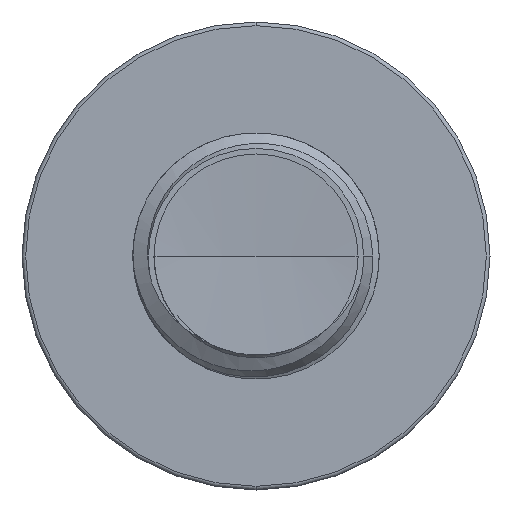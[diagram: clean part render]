
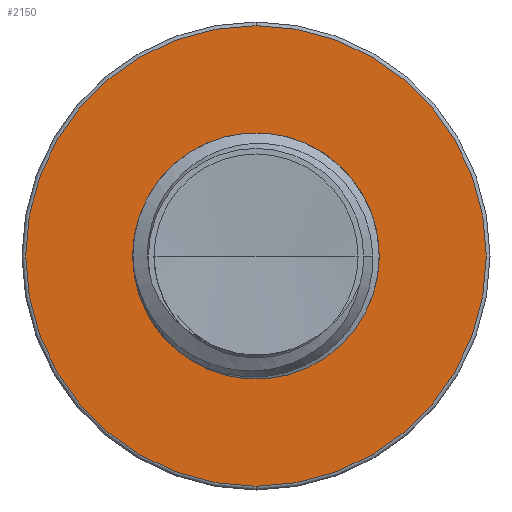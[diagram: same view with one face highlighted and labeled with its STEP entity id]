
A CAD part, front view. The second image highlights one B-rep face of the part: STEP entity #2150.
In plain terms, the highlighted planar face has unit normal (0, -1, 0).
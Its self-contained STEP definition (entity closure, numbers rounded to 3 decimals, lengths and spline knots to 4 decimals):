
#2150 = ADVANCED_FACE ( 'NONE', ( #14467, #15258 ), #11948, .T. ) ;
#2975 = AXIS2_PLACEMENT_3D ( 'NONE', #6367, #24498, #9023 ) ;
#3242 = VERTEX_POINT ( 'NONE', #21710 ) ;
#3312 = CARTESIAN_POINT ( 'NONE',  ( 0., 12.5, 0. ) ) ;
#3697 = EDGE_CURVE ( 'NONE', #23574, #12196, #20697, .T. ) ;
#5273 = ORIENTED_EDGE ( 'NONE', *, *, #16384, .F. ) ;
#5368 = VERTEX_POINT ( 'NONE', #8862 ) ;
#5929 = DIRECTION ( 'NONE',  ( 0., 0., -1. ) ) ;
#6367 = CARTESIAN_POINT ( 'NONE',  ( 0., 12.5, 0. ) ) ;
#6578 = EDGE_LOOP ( 'NONE', ( #18308, #25166 ) ) ;
#7880 = AXIS2_PLACEMENT_3D ( 'NONE', #15234, #33147, #17880 ) ;
#8862 = CARTESIAN_POINT ( 'NONE',  ( 0., 12.5, -2.4379 ) ) ;
#9023 = DIRECTION ( 'NONE',  ( 0., 0., -1. ) ) ;
#10742 = CIRCLE ( 'NONE', #28662, 4.675 ) ;
#11161 = AXIS2_PLACEMENT_3D ( 'NONE', #24749, #14542, #32483 ) ;
#11948 = PLANE ( 'NONE',  #11161 ) ;
#12196 = VERTEX_POINT ( 'NONE', #16608 ) ;
#12615 = CARTESIAN_POINT ( 'NONE',  ( 0., 12.5, 0. ) ) ;
#13255 = CIRCLE ( 'NONE', #2975, 2.4379 ) ;
#14467 = FACE_OUTER_BOUND ( 'NONE', #6578, .T. ) ;
#14542 = DIRECTION ( 'NONE',  ( 0., -1., 0. ) ) ;
#15201 = DIRECTION ( 'NONE',  ( 0., 0., -1. ) ) ;
#15234 = CARTESIAN_POINT ( 'NONE',  ( 0., 12.5, 0. ) ) ;
#15258 = FACE_BOUND ( 'NONE', #33209, .T. ) ;
#16384 = EDGE_CURVE ( 'NONE', #3242, #5368, #13255, .T. ) ;
#16608 = CARTESIAN_POINT ( 'NONE',  ( 0., 12.5, 4.675 ) ) ;
#17880 = DIRECTION ( 'NONE',  ( 0., 0., -1. ) ) ;
#18308 = ORIENTED_EDGE ( 'NONE', *, *, #3697, .T. ) ;
#19991 = CARTESIAN_POINT ( 'NONE',  ( 0., 12.5, -4.675 ) ) ;
#20697 = CIRCLE ( 'NONE', #7880, 4.675 ) ;
#21533 = DIRECTION ( 'NONE',  ( 0., -1., 0. ) ) ;
#21607 = EDGE_CURVE ( 'NONE', #5368, #3242, #26902, .T. ) ;
#21710 = CARTESIAN_POINT ( 'NONE',  ( 0., 12.5, 2.4379 ) ) ;
#21998 = EDGE_CURVE ( 'NONE', #12196, #23574, #10742, .T. ) ;
#23574 = VERTEX_POINT ( 'NONE', #19991 ) ;
#24498 = DIRECTION ( 'NONE',  ( 0., -1., 0. ) ) ;
#24749 = CARTESIAN_POINT ( 'NONE',  ( 0., 12.5, 2.4379 ) ) ;
#25166 = ORIENTED_EDGE ( 'NONE', *, *, #21998, .T. ) ;
#26902 = CIRCLE ( 'NONE', #30969, 2.4379 ) ;
#28662 = AXIS2_PLACEMENT_3D ( 'NONE', #3312, #21533, #5929 ) ;
#30648 = DIRECTION ( 'NONE',  ( 0., -1., 0. ) ) ;
#30969 = AXIS2_PLACEMENT_3D ( 'NONE', #12615, #30648, #15201 ) ;
#31914 = ORIENTED_EDGE ( 'NONE', *, *, #21607, .F. ) ;
#32483 = DIRECTION ( 'NONE',  ( 0., 0., -1. ) ) ;
#33147 = DIRECTION ( 'NONE',  ( 0., -1., 0. ) ) ;
#33209 = EDGE_LOOP ( 'NONE', ( #31914, #5273 ) ) ;
